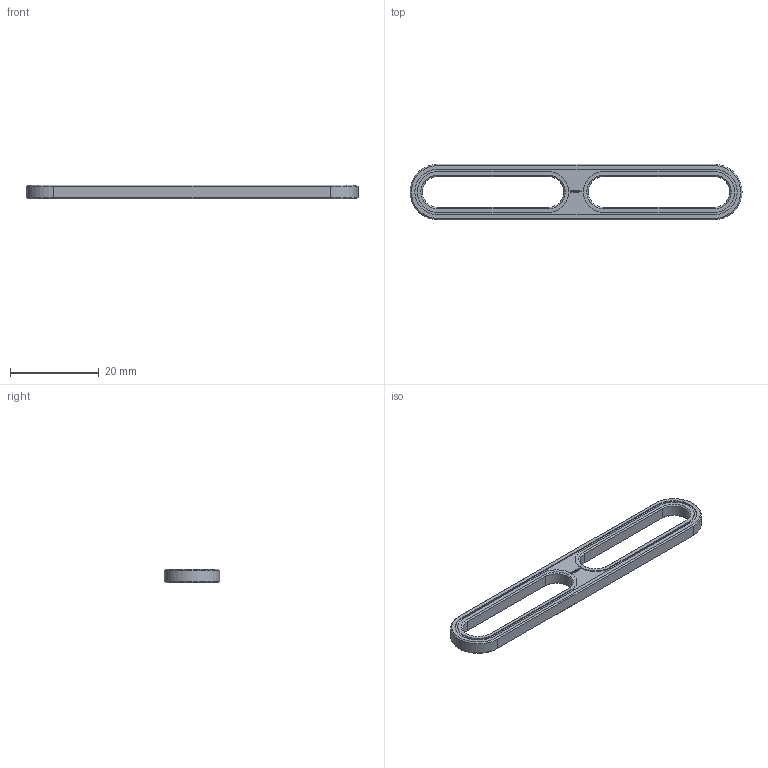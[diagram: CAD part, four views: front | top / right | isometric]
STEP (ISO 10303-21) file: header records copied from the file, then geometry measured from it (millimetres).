
FILE_DESCRIPTION(('FreeCAD Model'),'2;1');
FILE_NAME('Open CASCADE Shape Model','2023-01-08T23:15:54',(''),(''), 'Open CASCADE STEP processor 7.6','FreeCAD','Unknown');
FILE_SCHEMA(('AUTOMOTIVE_DESIGN { 1 0 10303 214 1 1 1 1 }'));
Length unit declared in the file: millimetre
Products named in the file (1): Brace STR SLT BE ERR BU06x01x00.25x03 - SPN-BRC-0296 (stemfie.org)
Bounding box: 75 x 12.5 x 3.12 mm (x, y, z)
Volume: 1436 mm3; surface area: 1873.2 mm2
Topology: 1 solids, 1 shells, 586 faces, 1621 edges, 1074 vertices
Faces by surface type: plane 334, extrusion 228, cone 12, cylinder 12
Entity records: 41340 total; most frequent: CARTESIAN_POINT 10763, DIRECTION 4700, VECTOR 3883, LINE 3655, ORIENTED_EDGE 3242, PCURVE 3242, DEFINITIONAL_REPRESENTATION 3242, EDGE_CURVE 1621
